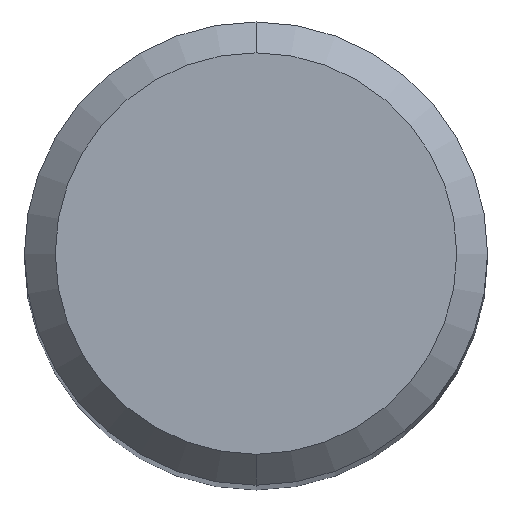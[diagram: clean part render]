
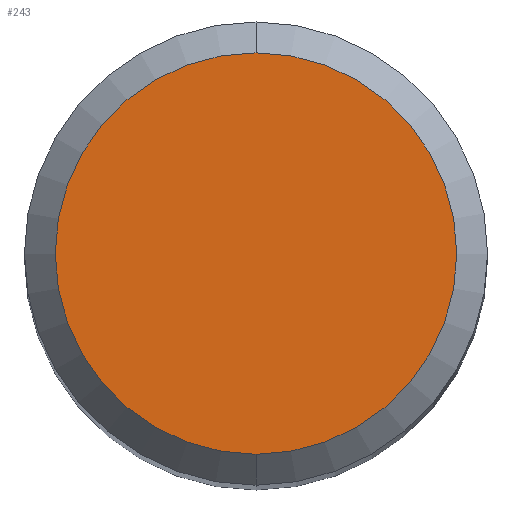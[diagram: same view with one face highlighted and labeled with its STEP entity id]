
A CAD part, top view. The second image highlights one B-rep face of the part: STEP entity #243.
In plain terms, the highlighted planar face has unit normal (0, 0, 1).
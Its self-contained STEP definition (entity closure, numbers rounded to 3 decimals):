
#243=ADVANCED_FACE('',(#539),#540,.T.);
#279=VERTEX_POINT('',#579);
#303=EDGE_CURVE('',#419,#279,#606,.T.);
#409=EDGE_CURVE('',#279,#419,#722,.T.);
#419=VERTEX_POINT('',#733);
#539=FACE_OUTER_BOUND('',#961,.T.);
#540=PLANE('',#962);
#579=CARTESIAN_POINT('',(0.0,2.6,0.0));
#606=CIRCLE('',#1103,2.6);
#722=CIRCLE('',#1294,2.6);
#733=CARTESIAN_POINT('',(0.,-2.6,0.0));
#961=EDGE_LOOP('',(#1452,#1453));
#962=AXIS2_PLACEMENT_3D('',#1454,#1455,#1456);
#1103=AXIS2_PLACEMENT_3D('',#1530,#1531,#1532);
#1294=AXIS2_PLACEMENT_3D('',#1657,#1658,#1659);
#1452=ORIENTED_EDGE('',*,*,#409,.F.);
#1453=ORIENTED_EDGE('',*,*,#303,.F.);
#1454=CARTESIAN_POINT('',(0.0,1.3,0.0));
#1455=DIRECTION('',(-0.0,0.0,1.0));
#1456=DIRECTION('',(0.0,-1.0,0.0));
#1530=CARTESIAN_POINT('',(0.0,0.0,0.0));
#1531=DIRECTION('',(0.0,0.0,-1.0));
#1532=DIRECTION('',(0.0,1.0,0.0));
#1657=CARTESIAN_POINT('',(0.0,0.0,0.0));
#1658=DIRECTION('',(0.0,0.0,-1.0));
#1659=DIRECTION('',(0.0,1.0,0.0));
